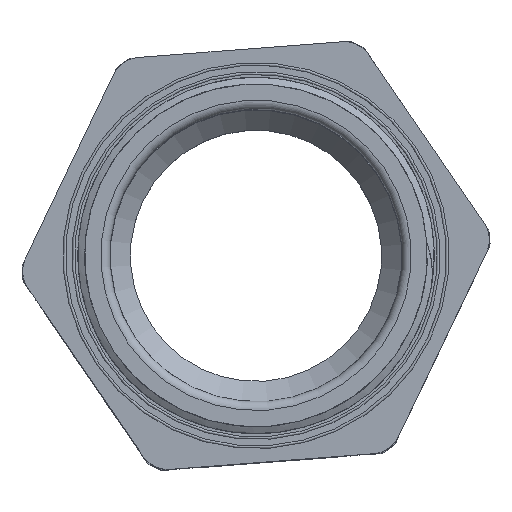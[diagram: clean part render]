
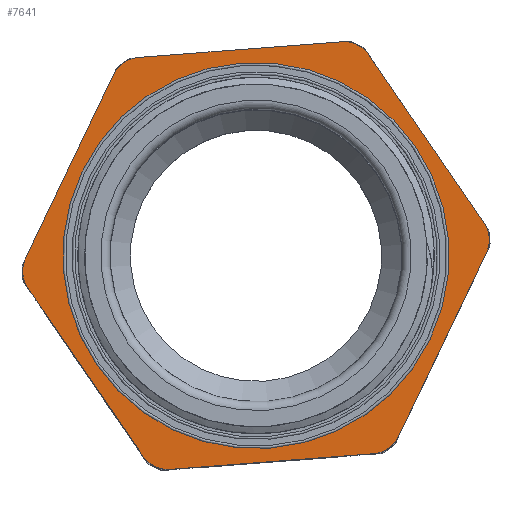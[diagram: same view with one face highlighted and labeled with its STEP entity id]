
A CAD part, top view. The second image highlights one B-rep face of the part: STEP entity #7641.
In plain terms, the highlighted planar face has unit normal (0, 0, 1).
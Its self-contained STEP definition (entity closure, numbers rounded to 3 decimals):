
#365=LINE('',#10942,#952);
#366=LINE('',#10950,#953);
#367=LINE('',#10958,#954);
#368=LINE('',#10966,#955);
#369=LINE('',#10974,#956);
#370=LINE('',#10982,#957);
#952=VECTOR('',#8859,22.857);
#953=VECTOR('',#8866,22.857);
#954=VECTOR('',#8873,22.857);
#955=VECTOR('',#8880,22.857);
#956=VECTOR('',#8887,22.857);
#957=VECTOR('',#8894,22.857);
#1539=PLANE('',#8089);
#1835=FACE_BOUND('',#2319,.T.);
#1836=FACE_BOUND('',#2320,.T.);
#2319=EDGE_LOOP('',(#5132));
#2320=EDGE_LOOP('',(#5133,#5134,#5135,#5136,#5137,#5138,#5139,#5140,#5141,
#5142,#5143,#5144,#5145,#5146,#5147,#5148,#5149,#5150,#5151,#5152,#5153,
#5154,#5155,#5156));
#2792=CIRCLE('',#8088,21.5);
#2793=CIRCLE('',#8090,3.);
#2794=CIRCLE('',#8091,3.);
#2795=CIRCLE('',#8092,26.035);
#2796=CIRCLE('',#8093,3.);
#2797=CIRCLE('',#8094,3.);
#2798=CIRCLE('',#8095,26.035);
#2799=CIRCLE('',#8096,3.);
#2800=CIRCLE('',#8097,3.);
#2801=CIRCLE('',#8098,26.035);
#2802=CIRCLE('',#8099,3.);
#2803=CIRCLE('',#8100,3.);
#2804=CIRCLE('',#8101,26.035);
#2805=CIRCLE('',#8102,3.);
#2806=CIRCLE('',#8103,3.);
#2807=CIRCLE('',#8104,26.035);
#2808=CIRCLE('',#8105,3.);
#2809=CIRCLE('',#8106,3.);
#2810=CIRCLE('',#8107,26.035);
#3109=VERTEX_POINT('',#10935);
#3110=VERTEX_POINT('',#10938);
#3111=VERTEX_POINT('',#10939);
#3112=VERTEX_POINT('',#10941);
#3113=VERTEX_POINT('',#10943);
#3114=VERTEX_POINT('',#10945);
#3115=VERTEX_POINT('',#10947);
#3116=VERTEX_POINT('',#10949);
#3117=VERTEX_POINT('',#10951);
#3118=VERTEX_POINT('',#10953);
#3119=VERTEX_POINT('',#10955);
#3120=VERTEX_POINT('',#10957);
#3121=VERTEX_POINT('',#10959);
#3122=VERTEX_POINT('',#10961);
#3123=VERTEX_POINT('',#10963);
#3124=VERTEX_POINT('',#10965);
#3125=VERTEX_POINT('',#10967);
#3126=VERTEX_POINT('',#10969);
#3127=VERTEX_POINT('',#10971);
#3128=VERTEX_POINT('',#10973);
#3129=VERTEX_POINT('',#10975);
#3130=VERTEX_POINT('',#10977);
#3131=VERTEX_POINT('',#10979);
#3132=VERTEX_POINT('',#10981);
#3133=VERTEX_POINT('',#10983);
#3924=EDGE_CURVE('',#3109,#3109,#2792,.T.);
#3925=EDGE_CURVE('',#3110,#3111,#2793,.T.);
#3926=EDGE_CURVE('',#3110,#3112,#365,.T.);
#3927=EDGE_CURVE('',#3113,#3112,#2794,.T.);
#3928=EDGE_CURVE('',#3113,#3114,#2795,.T.);
#3929=EDGE_CURVE('',#3115,#3114,#2796,.T.);
#3930=EDGE_CURVE('',#3115,#3116,#366,.T.);
#3931=EDGE_CURVE('',#3117,#3116,#2797,.T.);
#3932=EDGE_CURVE('',#3117,#3118,#2798,.T.);
#3933=EDGE_CURVE('',#3119,#3118,#2799,.T.);
#3934=EDGE_CURVE('',#3119,#3120,#367,.T.);
#3935=EDGE_CURVE('',#3121,#3120,#2800,.T.);
#3936=EDGE_CURVE('',#3121,#3122,#2801,.T.);
#3937=EDGE_CURVE('',#3123,#3122,#2802,.T.);
#3938=EDGE_CURVE('',#3123,#3124,#368,.T.);
#3939=EDGE_CURVE('',#3125,#3124,#2803,.T.);
#3940=EDGE_CURVE('',#3125,#3126,#2804,.T.);
#3941=EDGE_CURVE('',#3127,#3126,#2805,.T.);
#3942=EDGE_CURVE('',#3127,#3128,#369,.T.);
#3943=EDGE_CURVE('',#3129,#3128,#2806,.T.);
#3944=EDGE_CURVE('',#3129,#3130,#2807,.T.);
#3945=EDGE_CURVE('',#3131,#3130,#2808,.T.);
#3946=EDGE_CURVE('',#3131,#3132,#370,.T.);
#3947=EDGE_CURVE('',#3133,#3132,#2809,.T.);
#3948=EDGE_CURVE('',#3133,#3111,#2810,.T.);
#5132=ORIENTED_EDGE('',*,*,#3924,.T.);
#5133=ORIENTED_EDGE('',*,*,#3925,.F.);
#5134=ORIENTED_EDGE('',*,*,#3926,.T.);
#5135=ORIENTED_EDGE('',*,*,#3927,.F.);
#5136=ORIENTED_EDGE('',*,*,#3928,.T.);
#5137=ORIENTED_EDGE('',*,*,#3929,.F.);
#5138=ORIENTED_EDGE('',*,*,#3930,.T.);
#5139=ORIENTED_EDGE('',*,*,#3931,.F.);
#5140=ORIENTED_EDGE('',*,*,#3932,.T.);
#5141=ORIENTED_EDGE('',*,*,#3933,.F.);
#5142=ORIENTED_EDGE('',*,*,#3934,.T.);
#5143=ORIENTED_EDGE('',*,*,#3935,.F.);
#5144=ORIENTED_EDGE('',*,*,#3936,.T.);
#5145=ORIENTED_EDGE('',*,*,#3937,.F.);
#5146=ORIENTED_EDGE('',*,*,#3938,.T.);
#5147=ORIENTED_EDGE('',*,*,#3939,.F.);
#5148=ORIENTED_EDGE('',*,*,#3940,.T.);
#5149=ORIENTED_EDGE('',*,*,#3941,.F.);
#5150=ORIENTED_EDGE('',*,*,#3942,.T.);
#5151=ORIENTED_EDGE('',*,*,#3943,.F.);
#5152=ORIENTED_EDGE('',*,*,#3944,.T.);
#5153=ORIENTED_EDGE('',*,*,#3945,.F.);
#5154=ORIENTED_EDGE('',*,*,#3946,.T.);
#5155=ORIENTED_EDGE('',*,*,#3947,.F.);
#5156=ORIENTED_EDGE('',*,*,#3948,.T.);
#7641=ADVANCED_FACE('',(#1835,#1836),#1539,.T.);
#8088=AXIS2_PLACEMENT_3D('',#10936,#8853,#8854);
#8089=AXIS2_PLACEMENT_3D('',#10937,#8855,#8856);
#8090=AXIS2_PLACEMENT_3D('',#10940,#8857,#8858);
#8091=AXIS2_PLACEMENT_3D('',#10944,#8860,#8861);
#8092=AXIS2_PLACEMENT_3D('',#10946,#8862,#8863);
#8093=AXIS2_PLACEMENT_3D('',#10948,#8864,#8865);
#8094=AXIS2_PLACEMENT_3D('',#10952,#8867,#8868);
#8095=AXIS2_PLACEMENT_3D('',#10954,#8869,#8870);
#8096=AXIS2_PLACEMENT_3D('',#10956,#8871,#8872);
#8097=AXIS2_PLACEMENT_3D('',#10960,#8874,#8875);
#8098=AXIS2_PLACEMENT_3D('',#10962,#8876,#8877);
#8099=AXIS2_PLACEMENT_3D('',#10964,#8878,#8879);
#8100=AXIS2_PLACEMENT_3D('',#10968,#8881,#8882);
#8101=AXIS2_PLACEMENT_3D('',#10970,#8883,#8884);
#8102=AXIS2_PLACEMENT_3D('',#10972,#8885,#8886);
#8103=AXIS2_PLACEMENT_3D('',#10976,#8888,#8889);
#8104=AXIS2_PLACEMENT_3D('',#10978,#8890,#8891);
#8105=AXIS2_PLACEMENT_3D('',#10980,#8892,#8893);
#8106=AXIS2_PLACEMENT_3D('',#10984,#8895,#8896);
#8107=AXIS2_PLACEMENT_3D('',#10985,#8897,#8898);
#8853=DIRECTION('center_axis',(0.,0.,-1.));
#8854=DIRECTION('ref_axis',(-1.,0.,0.));
#8855=DIRECTION('center_axis',(0.,0.,1.));
#8856=DIRECTION('ref_axis',(1.,0.,0.));
#8857=DIRECTION('center_axis',(0.,0.,-1.));
#8858=DIRECTION('ref_axis',(0.709,-0.705,0.));
#8859=DIRECTION('',(0.499,0.866,0.));
#8860=DIRECTION('center_axis',(0.,0.,-1.));
#8861=DIRECTION('ref_axis',(0.966,-0.26,0.));
#8862=DIRECTION('center_axis',(0.,0.,1.));
#8863=DIRECTION('ref_axis',(1.,0.,0.));
#8864=DIRECTION('center_axis',(0.,0.,-1.));
#8865=DIRECTION('ref_axis',(0.965,0.262,0.));
#8866=DIRECTION('',(-0.501,0.866,0.));
#8867=DIRECTION('center_axis',(0.,0.,-1.));
#8868=DIRECTION('ref_axis',(0.708,0.706,0.));
#8869=DIRECTION('center_axis',(0.,0.,1.));
#8870=DIRECTION('ref_axis',(1.,0.,0.));
#8871=DIRECTION('center_axis',(0.,0.,-1.));
#8872=DIRECTION('ref_axis',(0.256,0.967,0.));
#8873=DIRECTION('',(-1.,-0.001,0.));
#8874=DIRECTION('center_axis',(0.,0.,-1.));
#8875=DIRECTION('ref_axis',(-0.257,0.966,0.));
#8876=DIRECTION('center_axis',(0.,0.,1.));
#8877=DIRECTION('ref_axis',(1.,0.,0.));
#8878=DIRECTION('center_axis',(0.,0.,-1.));
#8879=DIRECTION('ref_axis',(-0.709,0.705,0.));
#8880=DIRECTION('',(-0.499,-0.866,0.));
#8881=DIRECTION('center_axis',(0.,0.,-1.));
#8882=DIRECTION('ref_axis',(-0.966,0.26,0.));
#8883=DIRECTION('center_axis',(0.,0.,1.));
#8884=DIRECTION('ref_axis',(1.,0.,0.));
#8885=DIRECTION('center_axis',(0.,0.,-1.));
#8886=DIRECTION('ref_axis',(-0.965,-0.262,0.));
#8887=DIRECTION('',(0.501,-0.866,0.));
#8888=DIRECTION('center_axis',(0.,0.,-1.));
#8889=DIRECTION('ref_axis',(-0.708,-0.706,0.));
#8890=DIRECTION('center_axis',(0.,0.,1.));
#8891=DIRECTION('ref_axis',(1.,0.,0.));
#8892=DIRECTION('center_axis',(0.,0.,-1.));
#8893=DIRECTION('ref_axis',(-0.256,-0.967,0.));
#8894=DIRECTION('',(1.,0.001,0.));
#8895=DIRECTION('center_axis',(0.,0.,-1.));
#8896=DIRECTION('ref_axis',(0.257,-0.966,0.));
#8897=DIRECTION('center_axis',(0.,0.,1.));
#8898=DIRECTION('ref_axis',(1.,0.,0.));
#10935=CARTESIAN_POINT('',(21.5,0.,22.27));
#10936=CARTESIAN_POINT('Origin',(0.,0.,22.27));
#10937=CARTESIAN_POINT('Origin',(0.,0.,
22.27));
#10938=CARTESIAN_POINT('',(14.22,-21.387,22.27));
#10939=CARTESIAN_POINT('',(13.134,-22.479,22.27));
#10940=CARTESIAN_POINT('Origin',(11.62,-19.889,22.27));
#10941=CARTESIAN_POINT('',(25.634,-1.584,22.27));
#10942=CARTESIAN_POINT('',(13.835,-22.055,22.27));
#10943=CARTESIAN_POINT('',(26.035,-0.097,22.27));
#10944=CARTESIAN_POINT('Origin',(23.035,-0.086,22.27));
#10945=CARTESIAN_POINT('',(26.035,0.135,22.27));
#10946=CARTESIAN_POINT('Origin',(0.,0.,22.27));
#10947=CARTESIAN_POINT('',(25.632,1.621,22.27));
#10948=CARTESIAN_POINT('Origin',(23.035,0.119,22.27));
#10949=CARTESIAN_POINT('',(14.189,21.408,22.27));
#10950=CARTESIAN_POINT('',(26.018,0.954,22.27));
#10951=CARTESIAN_POINT('',(13.102,22.498,22.27));
#10952=CARTESIAN_POINT('Origin',(11.592,19.906,22.27));
#10953=CARTESIAN_POINT('',(12.901,22.614,22.27));
#10954=CARTESIAN_POINT('Origin',(0.,0.,22.27));
#10955=CARTESIAN_POINT('',(11.412,23.008,22.27));
#10956=CARTESIAN_POINT('Origin',(11.414,20.008,22.27));
#10957=CARTESIAN_POINT('',(-11.445,22.992,22.27));
#10958=CARTESIAN_POINT('',(12.183,23.009,22.27));
#10959=CARTESIAN_POINT('',(-12.933,22.596,22.27));
#10960=CARTESIAN_POINT('Origin',(-11.443,19.992,22.27));
#10961=CARTESIAN_POINT('',(-13.134,22.479,22.27));
#10962=CARTESIAN_POINT('Origin',(0.,0.,22.27));
#10963=CARTESIAN_POINT('',(-14.22,21.387,22.27));
#10964=CARTESIAN_POINT('Origin',(-11.62,19.889,22.27));
#10965=CARTESIAN_POINT('',(-25.634,1.584,22.27));
#10966=CARTESIAN_POINT('',(-13.835,22.055,22.27));
#10967=CARTESIAN_POINT('',(-26.035,0.097,22.27));
#10968=CARTESIAN_POINT('Origin',(-23.035,0.086,22.27));
#10969=CARTESIAN_POINT('',(-26.035,-0.135,22.27));
#10970=CARTESIAN_POINT('Origin',(0.,0.,22.27));
#10971=CARTESIAN_POINT('',(-25.632,-1.621,22.27));
#10972=CARTESIAN_POINT('Origin',(-23.035,-0.119,22.27));
#10973=CARTESIAN_POINT('',(-14.189,-21.408,22.27));
#10974=CARTESIAN_POINT('',(-26.018,-0.954,22.27));
#10975=CARTESIAN_POINT('',(-13.102,-22.498,22.27));
#10976=CARTESIAN_POINT('Origin',(-11.592,-19.906,22.27));
#10977=CARTESIAN_POINT('',(-12.901,-22.614,22.27));
#10978=CARTESIAN_POINT('Origin',(0.,0.,22.27));
#10979=CARTESIAN_POINT('',(-11.412,-23.008,22.27));
#10980=CARTESIAN_POINT('Origin',(-11.414,-20.008,22.27));
#10981=CARTESIAN_POINT('',(11.445,-22.992,22.27));
#10982=CARTESIAN_POINT('',(-12.183,-23.009,22.27));
#10983=CARTESIAN_POINT('',(12.933,-22.596,22.27));
#10984=CARTESIAN_POINT('Origin',(11.443,-19.992,22.27));
#10985=CARTESIAN_POINT('Origin',(0.,0.,22.27));
